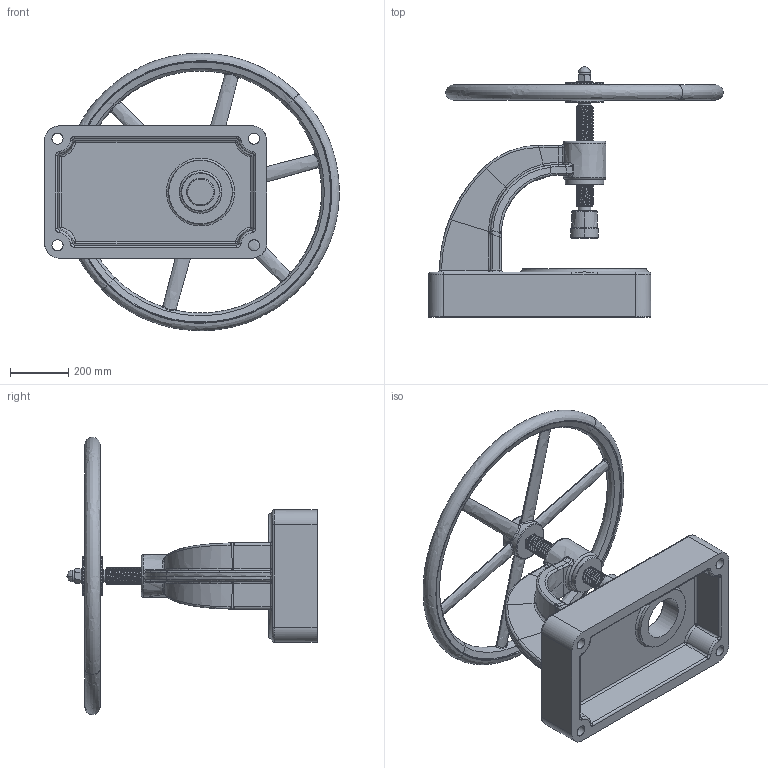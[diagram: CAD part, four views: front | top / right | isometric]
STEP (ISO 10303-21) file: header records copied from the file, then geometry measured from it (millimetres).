
FILE_DESCRIPTION(('FreeCAD Model'),'2;1');
FILE_NAME('Open CASCADE Shape Model','2025-05-08T07:32:08',('FreeCAD'),( 'FreeCAD'),'Open CASCADE STEP processor 7.6','FreeCAD','Unknown');
FILE_SCHEMA(('AUTOMOTIVE_DESIGN { 1 0 10303 214 1 1 1 1 }'));
Products named in the file (1): Open CASCADE STEP translator 7.6 1
Bounding box: 1008.56 x 856.41 x 950.09 mm (x, y, z)
Volume: 46901577.7 mm3; surface area: 2909559.3 mm2
Topology: 12 solids, 12 shells, 718 faces, 1715 edges, 1022 vertices
Faces by surface type: bspline 718
Entity records: 52994 total; most frequent: CARTESIAN_POINT 43225, ORIENTED_EDGE 3388, EDGE_CURVE 1694, B_SPLINE_CURVE_WITH_KNOTS 1152, VERTEX_POINT 1016, FACE_BOUND 768, EDGE_LOOP 768, ADVANCED_FACE 718
